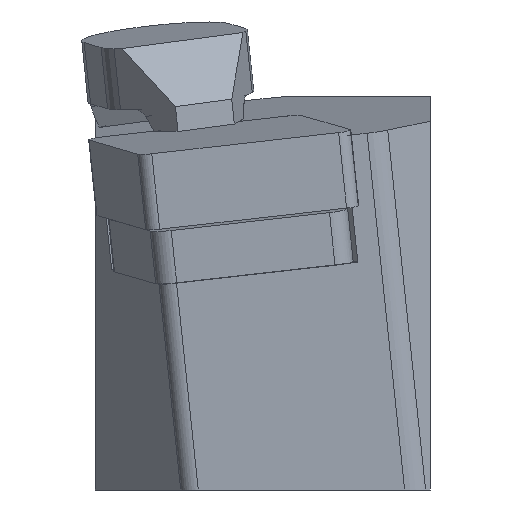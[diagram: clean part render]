
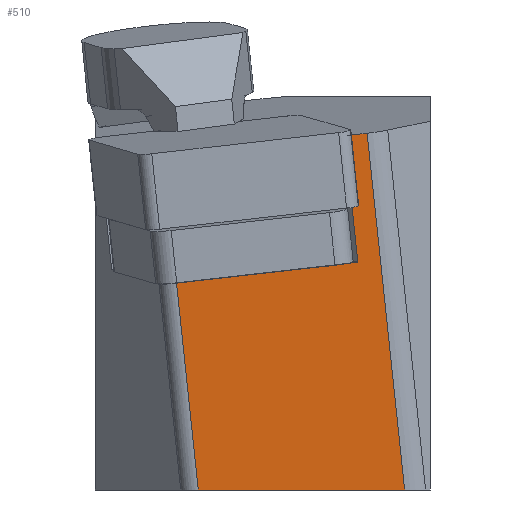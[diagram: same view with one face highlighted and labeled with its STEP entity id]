
A CAD part, left-side view. The second image highlights one B-rep face of the part: STEP entity #510.
In plain terms, the highlighted planar face has unit normal (-0.992, -0.087, -0.096).
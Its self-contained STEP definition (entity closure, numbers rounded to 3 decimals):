
#510=ADVANCED_FACE('',(#602),#553,.T.);
#553=PLANE('',#1483);
#602=FACE_OUTER_BOUND('',#655,.T.);
#655=EDGE_LOOP('',(#830,#831,#832,#833,#834,#835,#836));
#830=ORIENTED_EDGE('',*,*,#1154,.F.);
#831=ORIENTED_EDGE('',*,*,#1093,.F.);
#832=ORIENTED_EDGE('',*,*,#1155,.F.);
#833=ORIENTED_EDGE('',*,*,#1156,.T.);
#834=ORIENTED_EDGE('',*,*,#1152,.T.);
#835=ORIENTED_EDGE('',*,*,#1157,.F.);
#836=ORIENTED_EDGE('',*,*,#1158,.F.);
#988=VERTEX_POINT('',#1850);
#990=VERTEX_POINT('',#1859);
#1031=VERTEX_POINT('',#1997);
#1032=VERTEX_POINT('',#1999);
#1033=VERTEX_POINT('',#2003);
#1034=VERTEX_POINT('',#2005);
#1035=VERTEX_POINT('',#2008);
#1093=EDGE_CURVE('',#990,#988,#1227,.T.);
#1152=EDGE_CURVE('',#1032,#1031,#1269,.T.);
#1154=EDGE_CURVE('',#988,#1033,#1270,.T.);
#1155=EDGE_CURVE('',#1034,#990,#1271,.T.);
#1156=EDGE_CURVE('',#1034,#1032,#1272,.T.);
#1157=EDGE_CURVE('',#1035,#1031,#1273,.T.);
#1158=EDGE_CURVE('',#1033,#1035,#1274,.T.);
#1227=LINE('',#1860,#1334);
#1269=LINE('',#1998,#1376);
#1270=LINE('',#2002,#1377);
#1271=LINE('',#2004,#1378);
#1272=LINE('',#2006,#1379);
#1273=LINE('',#2007,#1380);
#1274=LINE('',#2009,#1381);
#1334=VECTOR('',#1570,1.);
#1376=VECTOR('',#1684,1.);
#1377=VECTOR('',#1689,1.);
#1378=VECTOR('',#1690,1.);
#1379=VECTOR('',#1691,1.);
#1380=VECTOR('',#1692,1.);
#1381=VECTOR('',#1693,1.);
#1483=AXIS2_PLACEMENT_3D('',#2010,#1694,#1695);
#1570=DIRECTION('',(0.076,-0.991,0.112));
#1684=DIRECTION('',(-0.105,0.104,0.989));
#1689=DIRECTION('',(0.076,-0.991,0.112));
#1690=DIRECTION('',(-0.105,0.104,0.989));
#1691=DIRECTION('',(0.088,-0.996,0.));
#1692=DIRECTION('',(0.076,-0.991,0.112));
#1693=DIRECTION('',(-0.105,0.104,0.989));
#1694=DIRECTION('',(-0.992,-0.087,-0.096));
#1695=DIRECTION('',(-0.096,0.,0.995));
#1850=CARTESIAN_POINT('',(2.361,-12.454,-6.475));
#1859=CARTESIAN_POINT('',(1.58,-2.34,-7.621));
#1860=CARTESIAN_POINT('',(1.58,-2.34,-7.621));
#1997=CARTESIAN_POINT('',(1.723,-13.732,1.316));
#1998=CARTESIAN_POINT('',(-16.249,4.141,171.364));
#1999=CARTESIAN_POINT('',(3.975,-15.972,-20.));
#2002=CARTESIAN_POINT('',(1.58,-2.34,-7.621));
#2003=CARTESIAN_POINT('',(2.417,-13.179,-6.393));
#2004=CARTESIAN_POINT('',(-17.189,16.327,169.984));
#2005=CARTESIAN_POINT('',(2.889,-3.641,-20.));
#2006=CARTESIAN_POINT('',(2.548,0.225,-20.));
#2007=CARTESIAN_POINT('',(0.661,0.024,-0.242));
#2008=CARTESIAN_POINT('',(1.619,-12.385,1.163));
#2009=CARTESIAN_POINT('',(-16.353,5.488,171.211));
#2010=CARTESIAN_POINT('',(-17.189,16.327,169.984));
